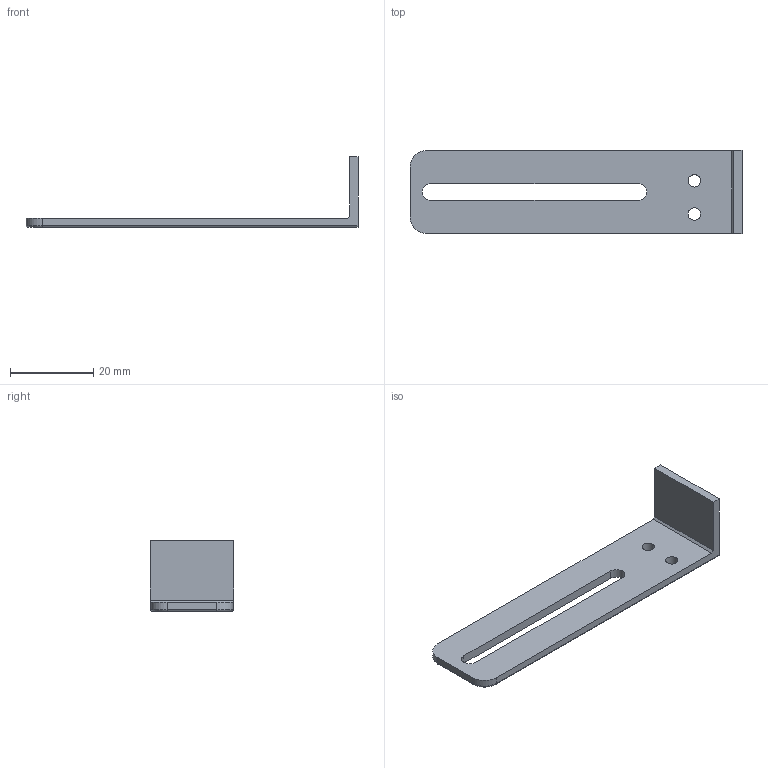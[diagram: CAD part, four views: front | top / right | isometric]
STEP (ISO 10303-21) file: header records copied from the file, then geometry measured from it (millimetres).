
FILE_DESCRIPTION(/* description */ (''),/* implementation_level */ '2;1');
FILE_NAME(/* name */ 'CableChain-10x10-Y-Carriage v1.step',/* time_stamp */ '2018-05-27T21:10:57+02:00',/* author */ ('david.a.k.a.count'),/* organization */ (''),/* preprocessor_version */ 'ST-DEVELOPER v16.13',/* originating_system */ 'Autodesk Translation Framework v6.5.0.72',/* authorisation */ '');
FILE_SCHEMA (('AUTOMOTIVE_DESIGN { 1 0 10303 214 3 1 1 }'));
Length unit declared in the file: millimetre
Products named in the file (1): CableChain-10x10-Y-Carriage v1
Bounding box: 80 x 20 x 17 mm (x, y, z)
Volume: 3591.2 mm3; surface area: 4062 mm2
Topology: 1 solids, 1 shells, 22 faces, 56 edges, 36 vertices
Faces by surface type: plane 11, cylinder 9, torus 2
Full cylindrical faces by diameter (mm): 3 x2
Entity records: 713 total; most frequent: DIRECTION 122, CARTESIAN_POINT 115, ORIENTED_EDGE 112, EDGE_CURVE 56, AXIS2_PLACEMENT_3D 43, LINE 36, VECTOR 36, VERTEX_POINT 36
